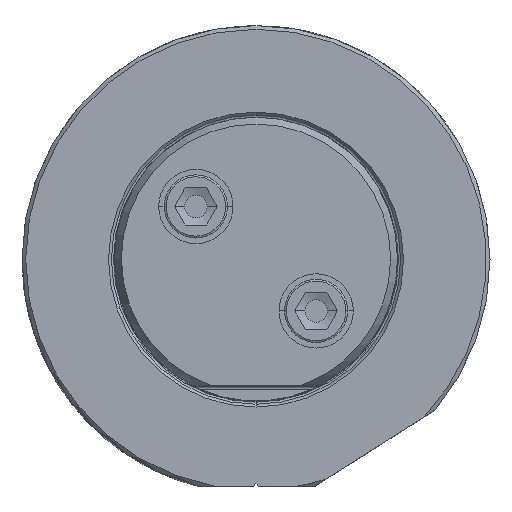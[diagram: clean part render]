
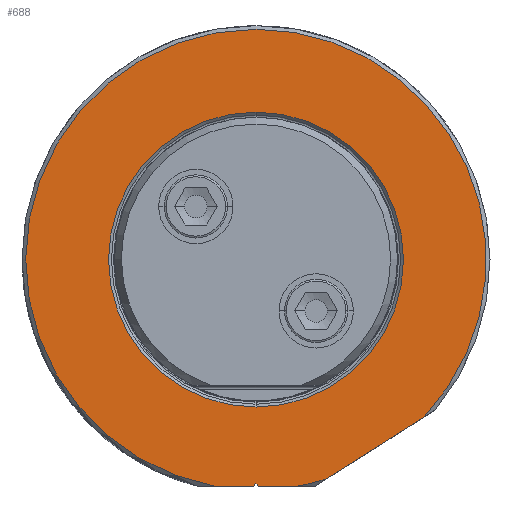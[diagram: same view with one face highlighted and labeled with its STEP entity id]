
A CAD part, top view. The second image highlights one B-rep face of the part: STEP entity #688.
In plain terms, the highlighted planar face has unit normal (0, 0, 1).
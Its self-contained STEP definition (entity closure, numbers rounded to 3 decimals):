
#221=PLANE('',#6253);
#688=ADVANCED_FACE('',(#1027,#1028),#221,.T.);
#1027=FACE_BOUND('',#1168,.T.);
#1028=FACE_BOUND('',#1169,.T.);
#1168=EDGE_LOOP('',(#3309,#3310,#3311,#3312,#3313,#3314,#3315,#3316));
#1169=EDGE_LOOP('',(#3317,#3318));
#1493=CIRCLE('',#6247,31.);
#1494=CIRCLE('',#6249,31.);
#1495=CIRCLE('',#6250,31.);
#1496=CIRCLE('',#6251,19.85);
#1497=CIRCLE('',#6252,19.85);
#1813=LINE('',#12687,#2139);
#1816=LINE('',#12711,#2142);
#1817=LINE('',#12713,#2143);
#1818=LINE('',#12715,#2144);
#1819=LINE('',#12717,#2145);
#2139=VECTOR('',#7316,1.);
#2142=VECTOR('',#7333,1.);
#2143=VECTOR('',#7334,1.);
#2144=VECTOR('',#7335,1.);
#2145=VECTOR('',#7336,1.);
#3309=ORIENTED_EDGE('',*,*,#5343,.T.);
#3310=ORIENTED_EDGE('',*,*,#5337,.T.);
#3311=ORIENTED_EDGE('',*,*,#5344,.T.);
#3312=ORIENTED_EDGE('',*,*,#5345,.T.);
#3313=ORIENTED_EDGE('',*,*,#5346,.F.);
#3314=ORIENTED_EDGE('',*,*,#5347,.T.);
#3315=ORIENTED_EDGE('',*,*,#5348,.T.);
#3316=ORIENTED_EDGE('',*,*,#5349,.F.);
#3317=ORIENTED_EDGE('',*,*,#5350,.T.);
#3318=ORIENTED_EDGE('',*,*,#5351,.T.);
#4635=VERTEX_POINT('',#12686);
#4636=VERTEX_POINT('',#12688);
#4639=VERTEX_POINT('',#12704);
#4640=VERTEX_POINT('',#12708);
#4641=VERTEX_POINT('',#12710);
#4642=VERTEX_POINT('',#12712);
#4643=VERTEX_POINT('',#12714);
#4644=VERTEX_POINT('',#12716);
#4645=VERTEX_POINT('',#12719);
#4646=VERTEX_POINT('',#12720);
#5337=EDGE_CURVE('',#4636,#4635,#1813,.T.);
#5343=EDGE_CURVE('',#4639,#4636,#1493,.T.);
#5344=EDGE_CURVE('',#4635,#4640,#1494,.T.);
#5345=EDGE_CURVE('',#4640,#4641,#1495,.T.);
#5346=EDGE_CURVE('',#4642,#4641,#1816,.T.);
#5347=EDGE_CURVE('',#4642,#4643,#1817,.T.);
#5348=EDGE_CURVE('',#4643,#4644,#1818,.T.);
#5349=EDGE_CURVE('',#4639,#4644,#1819,.T.);
#5350=EDGE_CURVE('',#4645,#4646,#1496,.T.);
#5351=EDGE_CURVE('',#4646,#4645,#1497,.T.);
#6247=AXIS2_PLACEMENT_3D('',#12705,#7325,#7326);
#6249=AXIS2_PLACEMENT_3D('',#12707,#7329,#7330);
#6250=AXIS2_PLACEMENT_3D('',#12709,#7331,#7332);
#6251=AXIS2_PLACEMENT_3D('',#12718,#7337,#7338);
#6252=AXIS2_PLACEMENT_3D('',#12721,#7339,#7340);
#6253=AXIS2_PLACEMENT_3D('',#12722,#7341,#7342);
#7316=DIRECTION('',(0.845,0.535,0.));
#7325=DIRECTION('',(0.,0.,1.));
#7326=DIRECTION('',(0.179,-0.984,0.));
#7329=DIRECTION('',(0.,0.,1.));
#7330=DIRECTION('',(0.731,-0.683,0.));
#7331=DIRECTION('',(0.,0.,1.));
#7332=DIRECTION('',(0.,1.,0.));
#7333=DIRECTION('',(-1.,0.,0.));
#7334=DIRECTION('',(0.707,0.707,0.));
#7335=DIRECTION('',(0.707,-0.707,0.));
#7336=DIRECTION('',(-1.,0.,0.));
#7337=DIRECTION('',(0.,0.,-1.));
#7338=DIRECTION('',(0.,-1.,0.));
#7339=DIRECTION('',(0.,0.,-1.));
#7340=DIRECTION('',(0.,1.,0.));
#7341=DIRECTION('',(0.,0.,1.));
#7342=DIRECTION('',(0.,-1.,0.));
#12686=CARTESIAN_POINT('',(22.655,-21.16,0.));
#12687=CARTESIAN_POINT('',(9.46,-29.521,0.));
#12688=CARTESIAN_POINT('',(9.46,-29.521,0.));
#12704=CARTESIAN_POINT('',(5.545,-30.5,0.));
#12705=CARTESIAN_POINT('',(0.,0.,0.));
#12707=CARTESIAN_POINT('',(0.,0.,0.));
#12708=CARTESIAN_POINT('',(0.,31.,0.));
#12709=CARTESIAN_POINT('',(0.,0.,0.));
#12710=CARTESIAN_POINT('',(-5.545,-30.5,0.));
#12711=CARTESIAN_POINT('',(-0.354,-30.5,0.));
#12712=CARTESIAN_POINT('',(-0.354,-30.5,0.));
#12713=CARTESIAN_POINT('',(-0.354,-30.5,0.));
#12714=CARTESIAN_POINT('',(0.,-30.146,0.));
#12715=CARTESIAN_POINT('',(0.,-30.146,0.));
#12716=CARTESIAN_POINT('',(0.354,-30.5,0.));
#12717=CARTESIAN_POINT('',(5.545,-30.5,0.));
#12718=CARTESIAN_POINT('',(0.,0.,0.));
#12719=CARTESIAN_POINT('',(0.,-19.85,0.));
#12720=CARTESIAN_POINT('',(0.,19.85,0.));
#12721=CARTESIAN_POINT('',(0.,0.,0.));
#12722=CARTESIAN_POINT('',(0.,0.25,0.));
